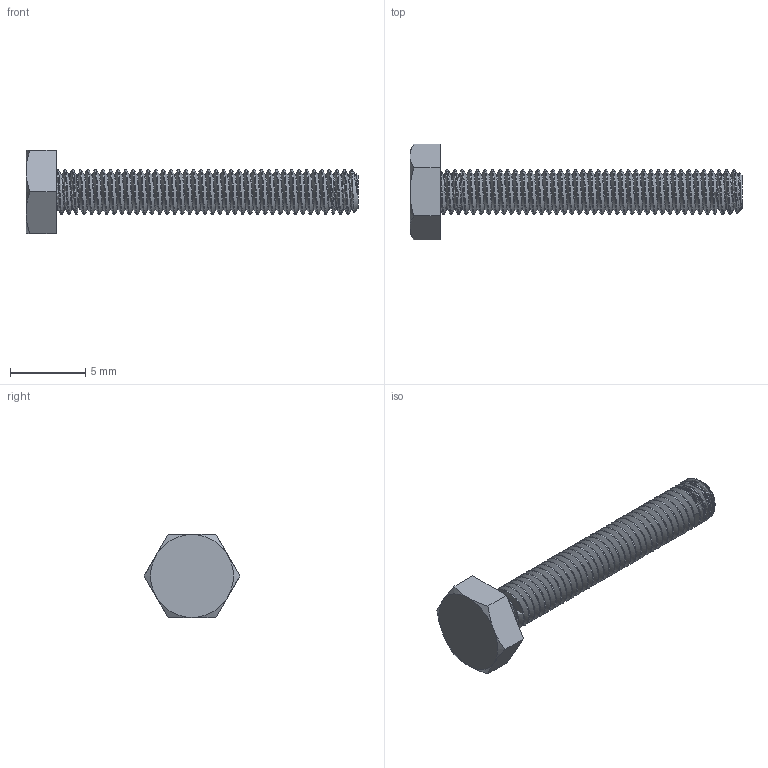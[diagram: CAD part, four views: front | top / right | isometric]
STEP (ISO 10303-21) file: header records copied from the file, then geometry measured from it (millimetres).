
FILE_DESCRIPTION (( 'STEP AP214' ), '1' );
FILE_NAME ('REV-41-1124.STEP', '2019-08-16T19:50:47', ( '' ), ( '' ), 'SwSTEP 2.0', 'SolidWorks 2018', '' );
FILE_SCHEMA (( 'AUTOMOTIVE_DESIGN' ));
Length unit declared in the file: millimetre
Products named in the file (1): REV-41-1124
Bounding box: 22 x 6.35 x 5.5 mm (x, y, z)
Volume: 165.4 mm3; surface area: 381.6 mm2
Topology: 1 solids, 1 shells, 100 faces, 284 edges, 187 vertices
Faces by surface type: cylinder 80, plane 9, cone 8, bspline 3
Entity records: 7998 total; most frequent: CARTESIAN_POINT 5889, ORIENTED_EDGE 568, DIRECTION 309, EDGE_CURVE 284, VERTEX_POINT 187, AXIS2_PLACEMENT_3D 108, EDGE_LOOP 101, FACE_OUTER_BOUND 100
